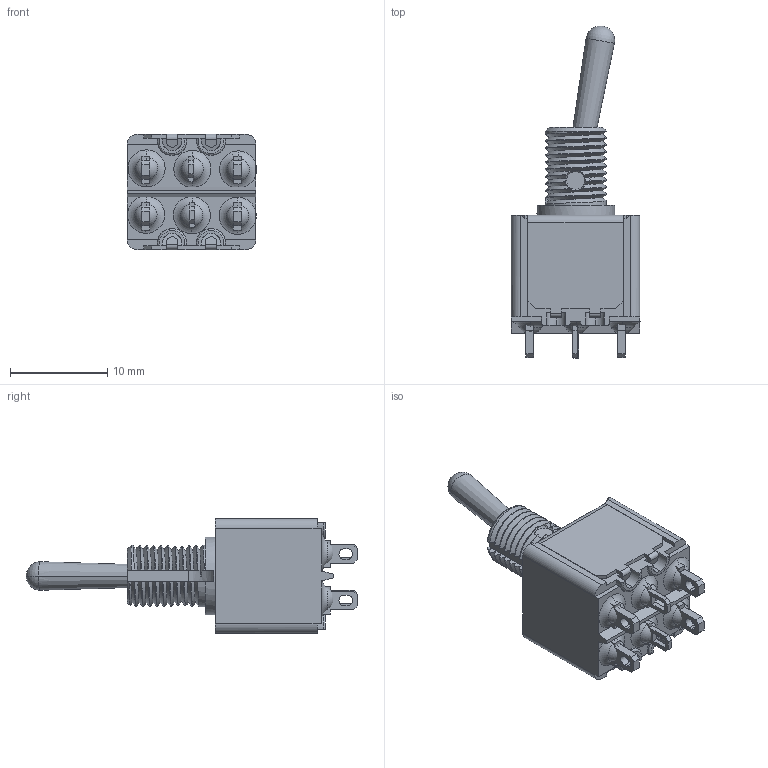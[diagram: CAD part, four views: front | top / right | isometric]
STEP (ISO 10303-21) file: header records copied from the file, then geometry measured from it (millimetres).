
FILE_DESCRIPTION(('STEP AP242'),'1');
FILE_NAME('22229.stp','2020-04-05T14:00:02',('TraceParts'),('TraceParts S.A.'),'Spatial InterOp 3D',' ',' ');
FILE_SCHEMA(('AP242_MANAGED_MODEL_BASED_3D_ENGINEERING_MIM_LF {1 0 10303 442 1 1 4}'));
Length unit declared in the file: millimetre
Products named in the file (1): 22229_1
Bounding box: 13.29 x 34.06 x 11.85 mm (x, y, z)
Volume: 1174.8 mm3; surface area: 3234.1 mm2
Topology: 17 solids, 17 shells, 673 faces, 1778 edges, 1120 vertices
Faces by surface type: plane 389, cylinder 168, bspline 42, sphere 32, cone 22, torus 20
Entity records: 25066 total; most frequent: CARTESIAN_POINT 8834, ORIENTED_EDGE 3524, DIRECTION 3106, EDGE_CURVE 1762, LINE 1152, VECTOR 1152, VERTEX_POINT 1120, AXIS2_PLACEMENT_3D 977
